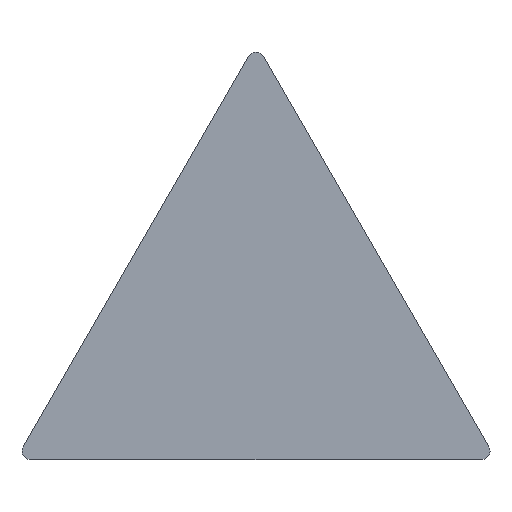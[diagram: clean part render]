
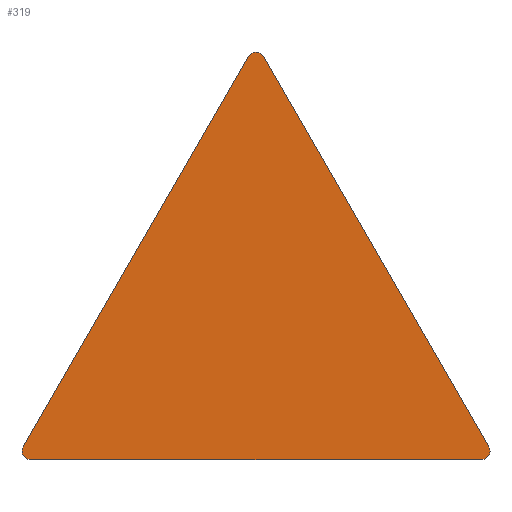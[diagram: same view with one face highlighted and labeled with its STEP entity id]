
A CAD part, top view. The second image highlights one B-rep face of the part: STEP entity #319.
In plain terms, the highlighted planar face has unit normal (0, 0, 1).
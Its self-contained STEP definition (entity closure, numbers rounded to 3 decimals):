
#35=CARTESIAN_POINT('',(0.,11.9,0.));
#36=DIRECTION('',(0.,0.,-1.));
#37=DIRECTION('',(-0.866,0.5,0.));
#38=AXIS2_PLACEMENT_3D('',#35,#36,#37);
#44=DIRECTION('',(-0.5,0.866,0.));
#45=VECTOR('',#44,20.611);
#46=CARTESIAN_POINT('',(10.652,-5.75,0.));
#47=LINE('',#46,#45);
#51=CARTESIAN_POINT('',(10.306,-5.95,0.));
#52=DIRECTION('',(0.,0.,-1.));
#53=DIRECTION('',(0.866,0.5,0.));
#54=AXIS2_PLACEMENT_3D('',#51,#52,#53);
#59=DIRECTION('',(1.,0.,0.));
#60=VECTOR('',#59,20.611);
#61=CARTESIAN_POINT('',(-10.306,-6.35,0.));
#62=LINE('',#61,#60);
#66=CARTESIAN_POINT('',(-10.306,-5.95,0.));
#67=DIRECTION('',(0.,0.,-1.));
#68=DIRECTION('',(0.,-1.,0.));
#69=AXIS2_PLACEMENT_3D('',#66,#67,#68);
#74=DIRECTION('',(-0.5,-0.866,0.));
#75=VECTOR('',#74,20.611);
#76=CARTESIAN_POINT('',(-0.346,12.1,0.));
#77=LINE('',#76,#75);
#273=CARTESIAN_POINT('',(-0.346,12.1,0.));
#274=CARTESIAN_POINT('',(-10.652,-5.75,0.));
#275=VERTEX_POINT('',#273);
#276=VERTEX_POINT('',#274);
#277=CARTESIAN_POINT('',(-10.306,-6.35,0.));
#278=CARTESIAN_POINT('',(10.306,-6.35,0.));
#279=VERTEX_POINT('',#277);
#280=VERTEX_POINT('',#278);
#281=CARTESIAN_POINT('',(10.652,-5.75,0.));
#282=CARTESIAN_POINT('',(0.346,12.1,0.));
#283=VERTEX_POINT('',#281);
#284=VERTEX_POINT('',#282);
#300=CARTESIAN_POINT('',(0.,0.,0.));
#301=DIRECTION('',(0.,0.,1.));
#302=DIRECTION('',(1.,0.,0.));
#303=AXIS2_PLACEMENT_3D('',#300,#301,#302);
#304=PLANE('',#303);
#306=ORIENTED_EDGE('',*,*,#305,.T.);
#308=ORIENTED_EDGE('',*,*,#307,.F.);
#310=ORIENTED_EDGE('',*,*,#309,.T.);
#312=ORIENTED_EDGE('',*,*,#311,.F.);
#314=ORIENTED_EDGE('',*,*,#313,.T.);
#316=ORIENTED_EDGE('',*,*,#315,.F.);
#317=EDGE_LOOP('',(#306,#308,#310,#312,#314,#316));
#318=FACE_OUTER_BOUND('',#317,.F.);
#39=CIRCLE('',#38,0.4);
#55=CIRCLE('',#54,0.4);
#70=CIRCLE('',#69,0.4);
#305=EDGE_CURVE('',#275,#284,#39,.T.);
#307=EDGE_CURVE('',#283,#284,#47,.T.);
#309=EDGE_CURVE('',#283,#280,#55,.T.);
#311=EDGE_CURVE('',#279,#280,#62,.T.);
#313=EDGE_CURVE('',#279,#276,#70,.T.);
#315=EDGE_CURVE('',#275,#276,#77,.T.);
#319=ADVANCED_FACE('',(#318),#304,.T.);
